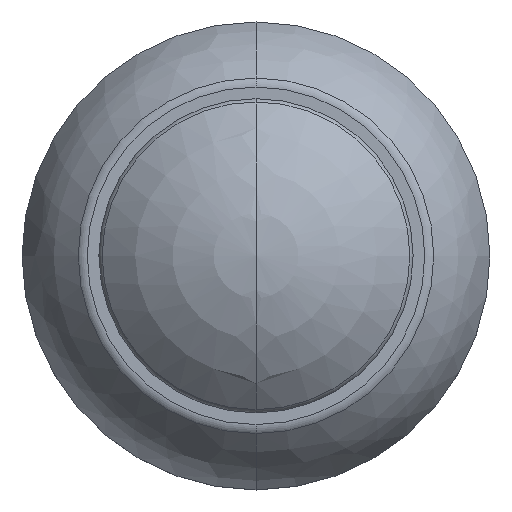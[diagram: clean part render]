
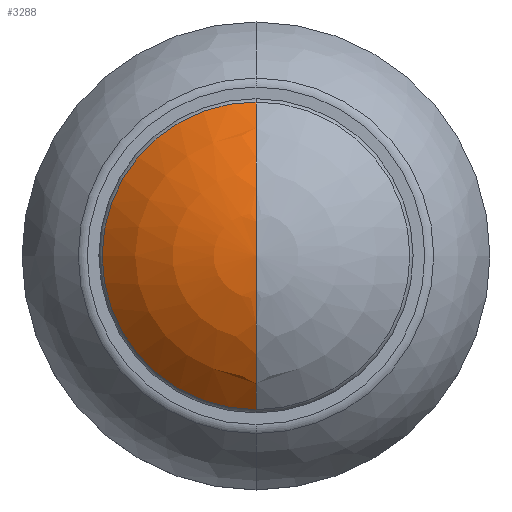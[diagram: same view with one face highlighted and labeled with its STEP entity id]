
A CAD part, top view. The second image highlights one B-rep face of the part: STEP entity #3288.
In plain terms, the highlighted spherical face has radius 8.122 mm.
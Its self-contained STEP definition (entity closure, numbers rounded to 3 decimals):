
#232=CARTESIAN_POINT('',(0.,0.,-5.532));
#233=DIRECTION('',(1.,0.,0.));
#234=DIRECTION('',(0.,0.708,0.706));
#235=AXIS2_PLACEMENT_3D('',#232,#233,#234);
#237=CARTESIAN_POINT('',(0.,0.,-5.532));
#238=DIRECTION('',(-1.,0.,0.));
#239=DIRECTION('',(0.,-0.708,0.706));
#240=AXIS2_PLACEMENT_3D('',#237,#238,#239);
#242=CARTESIAN_POINT('',(0.,0.,0.2));
#243=DIRECTION('',(0.,0.,1.));
#244=DIRECTION('',(0.,1.,0.));
#245=AXIS2_PLACEMENT_3D('',#242,#243,#244);
#3073=CARTESIAN_POINT('',(0.,5.754,0.2));
#3075=VERTEX_POINT('',#3073);
#3076=CARTESIAN_POINT('',(0.,0.,2.59));
#3077=VERTEX_POINT('',#3076);
#3079=CARTESIAN_POINT('',(0.,-5.754,0.2));
#3081=VERTEX_POINT('',#3079);
#3276=CARTESIAN_POINT('',(0.,0.,-5.532));
#3277=DIRECTION('',(0.,0.,-1.));
#3278=DIRECTION('',(0.,-1.,0.));
#3279=AXIS2_PLACEMENT_3D('',#3276,#3277,#3278);
#3280=SPHERICAL_SURFACE('',#3279,8.122);
#3282=ORIENTED_EDGE('',*,*,#3281,.T.);
#3284=ORIENTED_EDGE('',*,*,#3283,.F.);
#3285=ORIENTED_EDGE('',*,*,#3269,.F.);
#3286=EDGE_LOOP('',(#3282,#3284,#3285));
#3287=FACE_OUTER_BOUND('',#3286,.F.);
#236=CIRCLE('',#235,8.122);
#241=CIRCLE('',#240,8.122);
#246=CIRCLE('',#245,5.754);
#3269=EDGE_CURVE('',#3075,#3081,#246,.T.);
#3281=EDGE_CURVE('',#3075,#3077,#236,.T.);
#3283=EDGE_CURVE('',#3081,#3077,#241,.T.);
#3288=ADVANCED_FACE('',(#3287),#3280,.T.);
